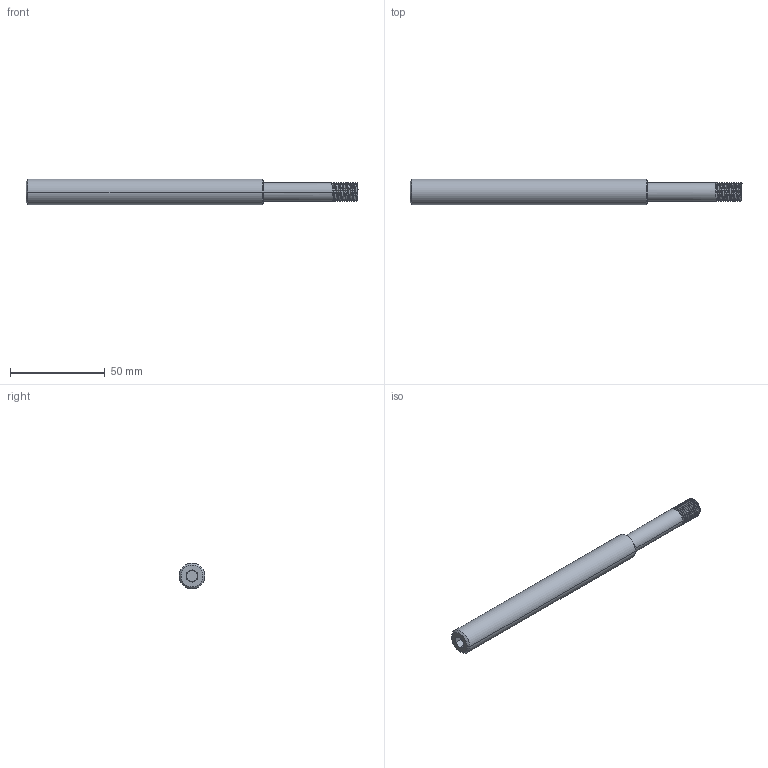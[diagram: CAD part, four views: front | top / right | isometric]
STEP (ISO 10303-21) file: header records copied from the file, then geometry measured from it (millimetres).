
FILE_DESCRIPTION (( 'STEP AP214' ), '1' );
FILE_NAME ('Axe amortisseur.STEP', '2023-01-20T21:32:16', ( '' ), ( '' ), 'SwSTEP 2.0', 'SolidWorks 2023', '' );
FILE_SCHEMA (( 'AUTOMOTIVE_DESIGN' ));
Length unit declared in the file: millimetre
Products named in the file (1): Axe amortisseur
Bounding box: 175 x 13.5 x 13.5 mm (x, y, z)
Volume: 18220.2 mm3; surface area: 9599.3 mm2
Topology: 1 solids, 1 shells, 53 faces, 137 edges, 88 vertices
Faces by surface type: cylinder 26, plane 17, cone 7, bspline 3
Entity records: 3318 total; most frequent: CARTESIAN_POINT 2158, ORIENTED_EDGE 274, DIRECTION 203, EDGE_CURVE 137, VERTEX_POINT 88, AXIS2_PLACEMENT_3D 73, LINE 57, VECTOR 57
